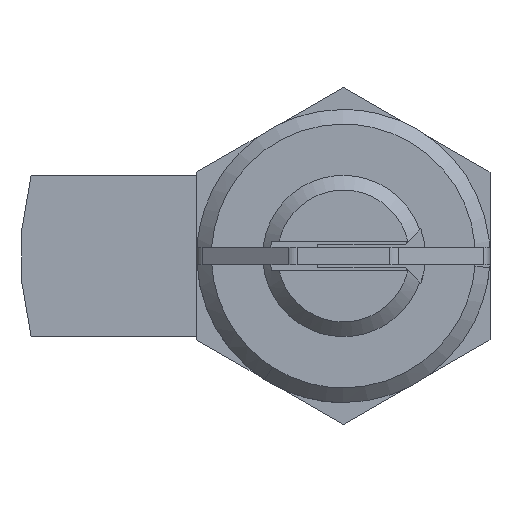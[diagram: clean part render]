
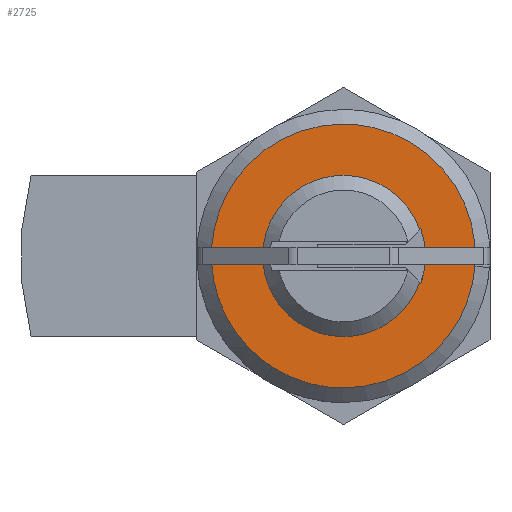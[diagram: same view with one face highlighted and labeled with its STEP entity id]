
A CAD part, front view. The second image highlights one B-rep face of the part: STEP entity #2725.
In plain terms, the highlighted free-form (B-spline) face has degree [1, 1] with [2, 2] control points.
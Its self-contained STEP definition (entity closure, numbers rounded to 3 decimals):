
#736=CARTESIAN_POINT('',(-2.,4.841,-7.587));
#737=VERTEX_POINT('',#736);
#743=CARTESIAN_POINT('',(-2.0,0.0,9.));
#744=VERTEX_POINT('',#743);
#745=CARTESIAN_POINT('',(-2.0,0.0,9.));
#746=CARTESIAN_POINT('',(-2.0,9.,9.));
#747=CARTESIAN_POINT('',(-2.0,9.,0.0));
#748=CARTESIAN_POINT('',(-2.,9.,-4.934));
#749=CARTESIAN_POINT('',(-2.,4.841,-7.587));
#757=(BOUNDED_CURVE()B_SPLINE_CURVE(2,(#745,#746,#747,#748,#749),.UNSPECIFIED.,.F.,.U.)B_SPLINE_CURVE_WITH_KNOTS((3,2,3),(0.0,0.25,0.408),.UNSPECIFIED.)CURVE()GEOMETRIC_REPRESENTATION_ITEM()RATIONAL_B_SPLINE_CURVE((1.0,0.707,1.0,0.815,0.864))REPRESENTATION_ITEM(''));
#758=EDGE_CURVE('',#744,#737,#757,.T.);
#760=CARTESIAN_POINT('',(-2.,-8.972,-0.706));
#761=VERTEX_POINT('',#760);
#762=CARTESIAN_POINT('',(-2.,-8.972,-0.706));
#763=CARTESIAN_POINT('',(-2.,-9.,-0.354));
#764=CARTESIAN_POINT('',(-2.0,-9.,0.0));
#765=CARTESIAN_POINT('',(-2.0,-9.,9.));
#766=CARTESIAN_POINT('',(-2.0,0.0,9.));
#774=(BOUNDED_CURVE()B_SPLINE_CURVE(2,(#762,#763,#764,#765,#766),.UNSPECIFIED.,.F.,.U.)B_SPLINE_CURVE_WITH_KNOTS((3,2,3),(0.736,0.75,1.0),.UNSPECIFIED.)CURVE()GEOMETRIC_REPRESENTATION_ITEM()RATIONAL_B_SPLINE_CURVE((0.97,0.984,1.0,0.707,1.0))REPRESENTATION_ITEM(''));
#775=EDGE_CURVE('',#761,#744,#774,.T.);
#879=CARTESIAN_POINT('',(-2.0,0.0,-9.));
#880=VERTEX_POINT('',#879);
#881=CARTESIAN_POINT('',(-2.0,0.0,-9.));
#882=CARTESIAN_POINT('',(-2.,-8.319,-9.));
#883=CARTESIAN_POINT('',(-2.,-8.972,-0.706));
#891=(BOUNDED_CURVE()B_SPLINE_CURVE(2,(#881,#882,#883),.UNSPECIFIED.,.F.,.U.)B_SPLINE_CURVE_WITH_KNOTS((3,3),(0.5,0.736),.UNSPECIFIED.)CURVE()GEOMETRIC_REPRESENTATION_ITEM()RATIONAL_B_SPLINE_CURVE((1.0,0.723,0.97))REPRESENTATION_ITEM(''));
#892=EDGE_CURVE('',#880,#761,#891,.T.);
#894=CARTESIAN_POINT('',(-2.,4.841,-7.587));
#895=CARTESIAN_POINT('',(-2.,2.626,-9.));
#896=CARTESIAN_POINT('',(-2.0,0.0,-9.));
#904=(BOUNDED_CURVE()B_SPLINE_CURVE(2,(#894,#895,#896),.UNSPECIFIED.,.F.,.U.)B_SPLINE_CURVE_WITH_KNOTS((3,3),(0.408,0.5),.UNSPECIFIED.)CURVE()GEOMETRIC_REPRESENTATION_ITEM()RATIONAL_B_SPLINE_CURVE((0.864,0.892,1.0))REPRESENTATION_ITEM(''));
#905=EDGE_CURVE('',#737,#880,#904,.T.);
#1621=CARTESIAN_POINT('',(-2.0,-5.205,-1.777));
#1622=VERTEX_POINT('',#1621);
#1630=CARTESIAN_POINT('',(-2.0,-5.284,-1.855));
#1631=VERTEX_POINT('',#1630);
#1632=CARTESIAN_POINT('',(-2.0,-5.205,-1.777));
#1633=CARTESIAN_POINT('',(-2.0,-5.284,-1.855));
#1634=QUASI_UNIFORM_CURVE('',1,(#1632,#1633),.UNSPECIFIED.,.F.,.U.);
#1635=EDGE_CURVE('',#1622,#1631,#1634,.T.);
#1666=CARTESIAN_POINT('',(-2.0,-5.284,1.855));
#1667=VERTEX_POINT('',#1666);
#1675=CARTESIAN_POINT('',(-2.0,-5.284,1.855));
#1676=CARTESIAN_POINT('',(-2.0,-5.935,0.));
#1677=CARTESIAN_POINT('',(-2.0,-5.284,-1.855));
#1685=(BOUNDED_CURVE()B_SPLINE_CURVE(2,(#1675,#1676,#1677),.UNSPECIFIED.,.F.,.U.)CURVE()GEOMETRIC_REPRESENTATION_ITEM()QUASI_UNIFORM_CURVE()RATIONAL_B_SPLINE_CURVE((1.0,0.944,1.0))REPRESENTATION_ITEM(''));
#1686=EDGE_CURVE('',#1667,#1631,#1685,.T.);
#1705=CARTESIAN_POINT('',(-2.0,-5.205,1.777));
#1706=VERTEX_POINT('',#1705);
#1707=CARTESIAN_POINT('',(-2.0,-5.284,1.855));
#1708=CARTESIAN_POINT('',(-2.0,-5.205,1.777));
#1709=QUASI_UNIFORM_CURVE('',1,(#1707,#1708),.UNSPECIFIED.,.F.,.U.);
#1710=EDGE_CURVE('',#1667,#1706,#1709,.T.);
#2690=CARTESIAN_POINT('',(-2.0,-9.896,9.899));
#2691=CARTESIAN_POINT('',(-2.0,-9.896,-9.899));
#2692=CARTESIAN_POINT('',(-2.0,9.896,9.899));
#2693=CARTESIAN_POINT('',(-2.0,9.896,-9.899));
#2694=B_SPLINE_SURFACE_WITH_KNOTS('',1,1,((#2690,#2692),(#2691,#2693)),.UNSPECIFIED.,.F.,.F.,.U.,(2,2),(2,2),(0.0,19.798),(0.0,19.792),.UNSPECIFIED.);
#2695=ORIENTED_EDGE('',*,*,#758,.T.);
#2696=ORIENTED_EDGE('',*,*,#905,.T.);
#2697=ORIENTED_EDGE('',*,*,#892,.T.);
#2698=ORIENTED_EDGE('',*,*,#775,.T.);
#2699=EDGE_LOOP('',(#2695,#2696,#2697,#2698));
#2700=FACE_OUTER_BOUND('',#2699,.T.);
#2701=CARTESIAN_POINT('',(-2.0,-5.205,1.777));
#2702=CARTESIAN_POINT('',(-2.,-3.699,6.189));
#2703=CARTESIAN_POINT('',(-2.0,0.9,5.426));
#2704=CARTESIAN_POINT('',(-2.,5.5,4.662));
#2705=CARTESIAN_POINT('',(-2.0,5.5,0.));
#2706=CARTESIAN_POINT('',(-2.,5.5,-4.662));
#2707=CARTESIAN_POINT('',(-2.0,0.901,-5.426));
#2708=CARTESIAN_POINT('',(-2.,-3.699,-6.189));
#2709=CARTESIAN_POINT('',(-2.0,-5.205,-1.777));
#2717=(BOUNDED_CURVE()B_SPLINE_CURVE(2,(#2701,#2702,#2703,#2704,#2705,#2706,#2707,#2708,#2709),.UNSPECIFIED.,.F.,.U.)B_SPLINE_CURVE_WITH_KNOTS((3,2,2,2,3),(0.0,0.25,0.5,0.75,1.0),.UNSPECIFIED.)CURVE()GEOMETRIC_REPRESENTATION_ITEM()RATIONAL_B_SPLINE_CURVE((1.0,0.763,1.0,0.763,1.0,0.763,1.0,0.763,1.0))REPRESENTATION_ITEM(''));
#2718=EDGE_CURVE('',#1706,#1622,#2717,.T.);
#2719=ORIENTED_EDGE('',*,*,#2718,.F.);
#2720=ORIENTED_EDGE('',*,*,#1710,.F.);
#2721=ORIENTED_EDGE('',*,*,#1686,.T.);
#2722=ORIENTED_EDGE('',*,*,#1635,.F.);
#2723=EDGE_LOOP('',(#2719,#2720,#2721,#2722));
#2724=FACE_BOUND('',#2723,.T.);
#2725=ADVANCED_FACE('',(#2700,#2724),#2694,.F.);
